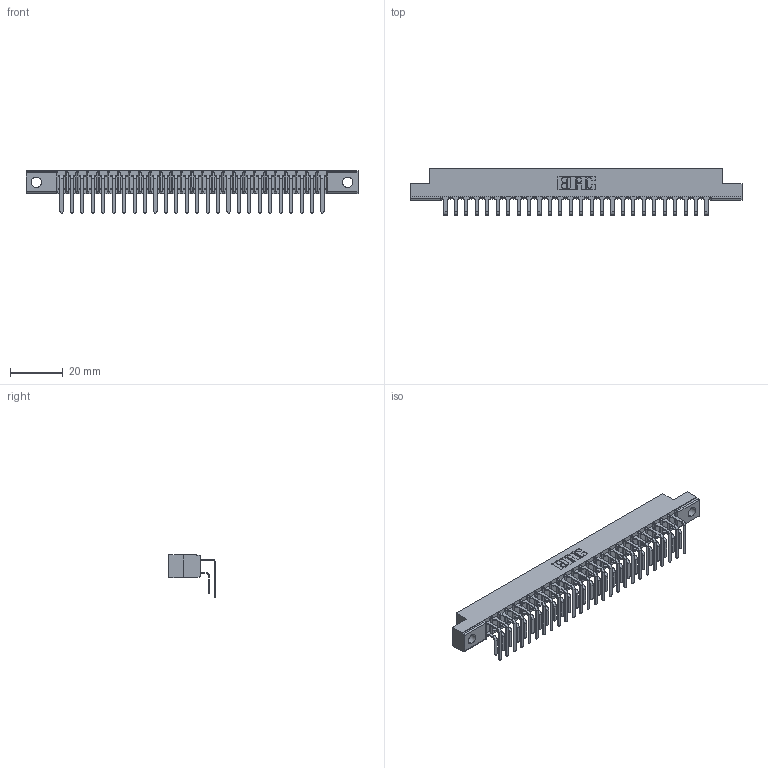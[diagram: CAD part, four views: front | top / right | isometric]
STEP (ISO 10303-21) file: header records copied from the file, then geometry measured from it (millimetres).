
FILE_DESCRIPTION (( 'STEP AP203' ), '1' );
FILE_NAME ('357-026-459-104.STEP', '2020-10-01T17:06:41', ( '' ), ( '' ), 'SwSTEP 2.0', 'SolidWorks 2020', '' );
FILE_SCHEMA (( 'CONFIG_CONTROL_DESIGN' ));
Length unit declared in the file: inch
Products named in the file (4): 357-026-459-104; 307-290-001_559 - 2 (Single); 307 Part_.156 Dia Mounting Holes; 307-290-001_558 559 - 1 (Single)
Assembly tree (53 placements, depth 2):
  357-026-459-104
    307 Part_.156 Dia Mounting Holes
    307-290-001_558 559 - 1 (Single)  x26
    307-290-001_559 - 2 (Single)  x26
Bounding box: 126.03 x 17.69 x 16.08 mm (x, y, z)
Volume: 8368.2 mm3; surface area: 16175 mm2
Topology: 53 solids, 53 shells, 2759 faces, 7743 edges, 5018 vertices
Faces by surface type: plane 1800, cylinder 905, sphere 54
Entity records: 26959 total; most frequent: CARTESIAN_POINT 4422, ORIENTED_EDGE 4378, DIRECTION 4329, EDGE_CURVE 2189, LINE 1679, VECTOR 1679, VERTEX_POINT 1418, AXIS2_PLACEMENT_3D 1325
